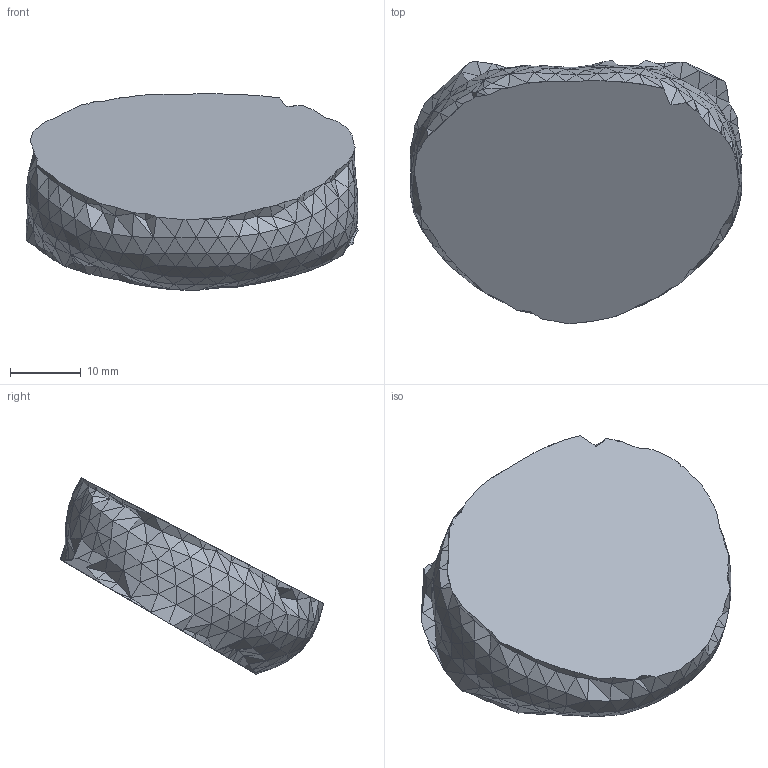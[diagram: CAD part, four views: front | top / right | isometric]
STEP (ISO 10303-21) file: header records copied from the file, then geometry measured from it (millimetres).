
FILE_DESCRIPTION(/* description */ (''),/* implementation_level */ '2;1');
FILE_NAME(/* name */ 'IVD_L5.step',/* time_stamp */ '2024-06-05T11:03:31-04:00',/* author */ (''),/* organization */ (''),/* preprocessor_version */ 'ST-DEVELOPER v20',/* originating_system */ 'Autodesk Translation Framework v13.14.0.145',/* authorisation */ '');
FILE_SCHEMA (('AUTOMOTIVE_DESIGN { 1 0 10303 214 3 1 1 }'));
Length unit declared in the file: millimetre
Products named in the file (1): IVD_L5
Bounding box: 46.95 x 37.23 x 27.75 mm (x, y, z)
Volume: 16972.8 mm3; surface area: 4459.5 mm2
Topology: 1 solids, 1 shells, 632 faces, 1108 edges, 478 vertices
Faces by surface type: plane 632
Entity records: 13809 total; most frequent: DIRECTION 2374, CARTESIAN_POINT 2219, ORIENTED_EDGE 2216, LINE 1108, VECTOR 1108, EDGE_CURVE 1108, AXIS2_PLACEMENT_3D 633, FACE_OUTER_BOUND 632
